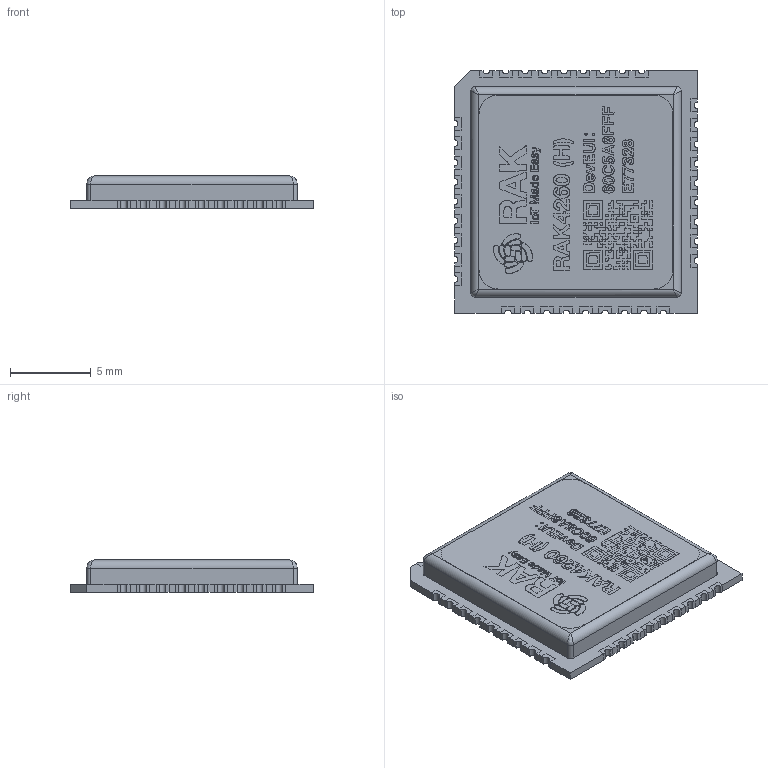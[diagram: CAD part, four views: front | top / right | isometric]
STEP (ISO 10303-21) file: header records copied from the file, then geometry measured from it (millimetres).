
FILE_DESCRIPTION(('FreeCAD Model'),'2;1');
FILE_NAME('RAK4260-r.step','2019-12-16T23:23:06',( 'Author'),(''),'Open CASCADE STEP processor 7.3','FreeCAD','Unknown' );
FILE_SCHEMA(('AUTOMOTIVE_DESIGN { 1 0 10303 214 1 1 1 1 }'));
Length unit declared in the file: millimetre
Products named in the file (179): RAK4260_v4; PCB; Copper040; Copper; Copper001; Copper002; Copper003; Copper004; Copper005; Copper006; Copper007; Copper008; Copper009; Copper010; Copper011; Copper012; Copper013; Copper014; Copper015; Copper016; Copper017; Copper018; Copper019; Copper020; Copper021; Copper022; Copper023; Copper024; Copper025; Copper026; Copper027; Copper028; Copper029; Copper030; Copper031; Copper032; Copper033; Copper034; Copper035; Copper036 ...
Assembly tree (178 placements, depth 4):
  RAK4260_v4
    PCB
      Copper040
        Copper
        Copper001
        Copper002
        Copper003
        Copper004
        Copper005
        Copper006
        Copper007
        Copper008
        Copper009
        Copper010
        Copper011
        Copper012
        Copper013
        Copper014
        Copper015
        Copper016
        Copper017
        Copper018
        Copper019
        Copper020
        Copper021
        Copper022
        Copper023
        Copper024
        Copper025
        Copper026
        Copper027
        Copper028
        Copper029
        Copper030
        Copper031
        Copper032
        Copper033
        Copper034
        Copper035
        Copper036
        Copper037
        Copper038
        Copper039
      SOLID
    Metal
    Tag
      RAK026
        RAK
        RAK001
        RAK002
        RAK003
        RAK004
        RAK005
        RAK006
        RAK007
        RAK008
        RAK009
        RAK010
        RAK011
        RAK012
Bounding box: 15 x 15 x 2.02 mm (x, y, z)
Volume: 361.8 mm3; surface area: 1105.1 mm2
Topology: 42 solids, 171 shells, 630 faces, 3948 edges, 3528 vertices
Faces by surface type: plane 582, cylinder 44, bspline 4
Entity records: 43930 total; most frequent: CARTESIAN_POINT 12826, ORIENTED_EDGE 5171, DIRECTION 4164, EDGE_CURVE 3944, VERTEX_POINT 3528, LINE 2368, VECTOR 2368, B_SPLINE_CURVE_WITH_KNOTS 1483
